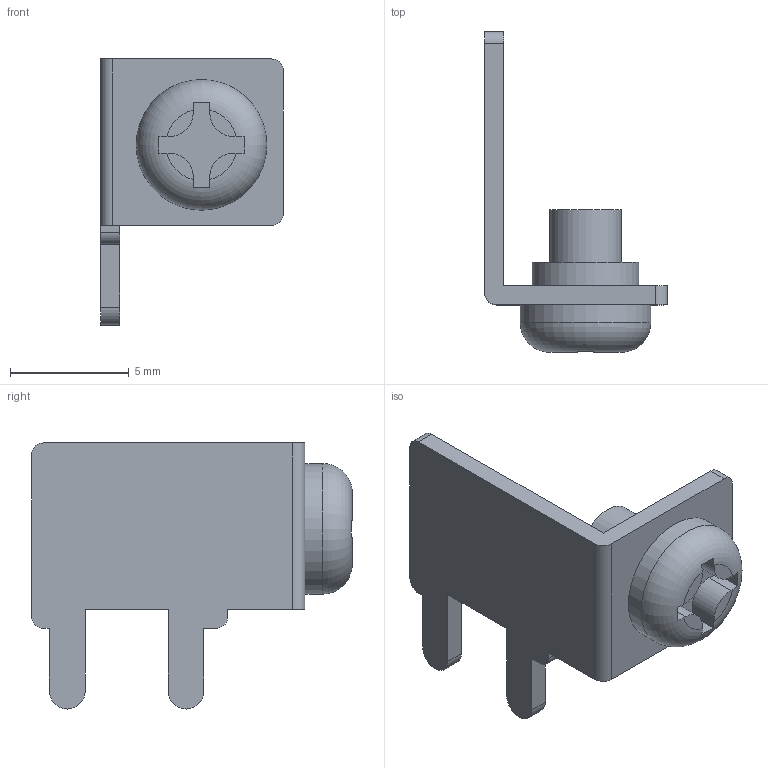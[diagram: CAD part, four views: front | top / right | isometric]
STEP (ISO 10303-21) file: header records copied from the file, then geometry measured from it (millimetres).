
FILE_DESCRIPTION(/* description */ (''),/* implementation_level */ '2;1');
FILE_NAME(/* name */ 'PCB-54L.step',/* time_stamp */ '2023-02-12T04:48:29+09:00',/* author */ (''),/* organization */ (''),/* preprocessor_version */ 'ST-DEVELOPER v19.2',/* originating_system */ 'Autodesk Translation Framework v11.17.0.187',/* authorisation */ '');
FILE_SCHEMA (('AUTOMOTIVE_DESIGN { 1 0 10303 214 3 1 1 }'));
Length unit declared in the file: millimetre
Products named in the file (1): PCB-54L
Bounding box: 7.7 x 13.5 x 11.2 mm (x, y, z)
Volume: 179.7 mm3; surface area: 476.5 mm2
Topology: 2 solids, 2 shells, 54 faces, 144 edges, 96 vertices
Faces by surface type: plane 36, cylinder 16, cone 1, torus 1
Full cylindrical faces by diameter (mm): 3 x2, 4.5 x1, 5.5 x1
Entity records: 1757 total; most frequent: CARTESIAN_POINT 340, ORIENTED_EDGE 288, DIRECTION 281, EDGE_CURVE 144, VERTEX_POINT 96, AXIS2_PLACEMENT_3D 95, LINE 91, VECTOR 91
